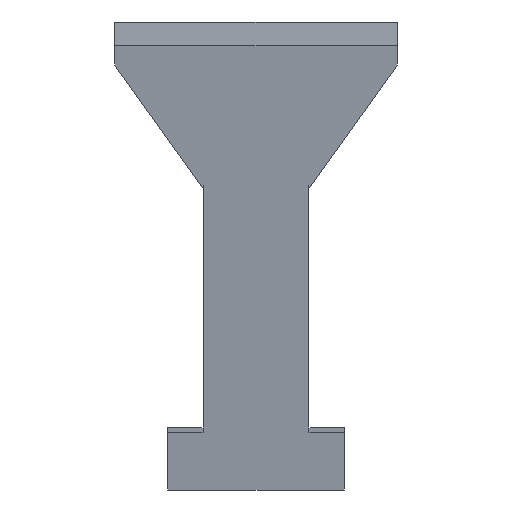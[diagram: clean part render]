
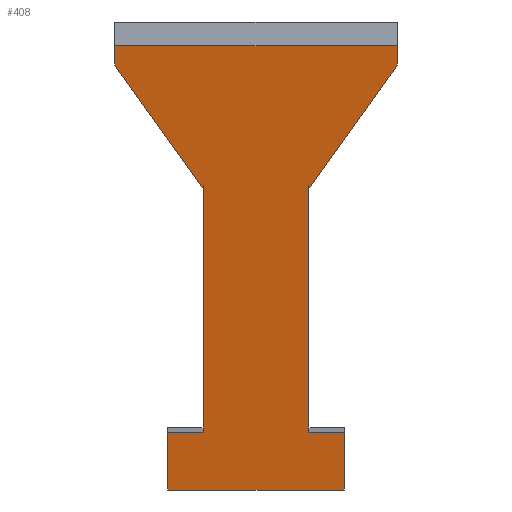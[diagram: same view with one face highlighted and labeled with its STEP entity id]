
A CAD part, front view. The second image highlights one B-rep face of the part: STEP entity #408.
In plain terms, the highlighted planar face has unit normal (0, -0.985, -0.174).
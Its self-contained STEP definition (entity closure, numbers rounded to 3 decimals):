
#27=FACE_OUTER_BOUND('',#51,.T.);
#51=EDGE_LOOP('',(#286,#287,#288,#289,#290,#291,#292,#293,#294,#295,#296,
#297));
#86=LINE('',#617,#136);
#91=LINE('',#631,#141);
#92=LINE('',#633,#142);
#93=LINE('',#635,#143);
#94=LINE('',#637,#144);
#95=LINE('',#639,#145);
#96=LINE('',#641,#146);
#97=LINE('',#643,#147);
#98=LINE('',#645,#148);
#99=LINE('',#647,#149);
#100=LINE('',#649,#150);
#101=LINE('',#650,#151);
#136=VECTOR('',#502,10.);
#141=VECTOR('',#513,10.);
#142=VECTOR('',#514,10.);
#143=VECTOR('',#515,10.);
#144=VECTOR('',#516,10.);
#145=VECTOR('',#517,10.);
#146=VECTOR('',#518,10.);
#147=VECTOR('',#519,10.);
#148=VECTOR('',#520,10.);
#149=VECTOR('',#521,10.);
#150=VECTOR('',#522,10.);
#151=VECTOR('',#523,10.);
#187=VERTEX_POINT('',#614);
#188=VERTEX_POINT('',#616);
#194=VERTEX_POINT('',#630);
#195=VERTEX_POINT('',#632);
#196=VERTEX_POINT('',#634);
#197=VERTEX_POINT('',#636);
#198=VERTEX_POINT('',#638);
#199=VERTEX_POINT('',#640);
#200=VERTEX_POINT('',#642);
#201=VERTEX_POINT('',#644);
#202=VERTEX_POINT('',#646);
#203=VERTEX_POINT('',#648);
#224=EDGE_CURVE('',#187,#188,#86,.T.);
#231=EDGE_CURVE('',#187,#194,#91,.T.);
#232=EDGE_CURVE('',#194,#195,#92,.T.);
#233=EDGE_CURVE('',#195,#196,#93,.T.);
#234=EDGE_CURVE('',#196,#197,#94,.T.);
#235=EDGE_CURVE('',#197,#198,#95,.T.);
#236=EDGE_CURVE('',#198,#199,#96,.T.);
#237=EDGE_CURVE('',#199,#200,#97,.T.);
#238=EDGE_CURVE('',#200,#201,#98,.T.);
#239=EDGE_CURVE('',#201,#202,#99,.T.);
#240=EDGE_CURVE('',#202,#203,#100,.T.);
#241=EDGE_CURVE('',#203,#188,#101,.T.);
#286=ORIENTED_EDGE('',*,*,#231,.T.);
#287=ORIENTED_EDGE('',*,*,#232,.T.);
#288=ORIENTED_EDGE('',*,*,#233,.T.);
#289=ORIENTED_EDGE('',*,*,#234,.T.);
#290=ORIENTED_EDGE('',*,*,#235,.T.);
#291=ORIENTED_EDGE('',*,*,#236,.T.);
#292=ORIENTED_EDGE('',*,*,#237,.T.);
#293=ORIENTED_EDGE('',*,*,#238,.T.);
#294=ORIENTED_EDGE('',*,*,#239,.T.);
#295=ORIENTED_EDGE('',*,*,#240,.T.);
#296=ORIENTED_EDGE('',*,*,#241,.T.);
#297=ORIENTED_EDGE('',*,*,#224,.F.);
#369=PLANE('',#455);
#408=ADVANCED_FACE('',(#27),#369,.F.);
#455=AXIS2_PLACEMENT_3D('',#629,#511,#512);
#502=DIRECTION('',(1.,0.,0.));
#511=DIRECTION('center_axis',(0.,0.985,0.174));
#512=DIRECTION('ref_axis',(1.,0.,0.));
#513=DIRECTION('',(0.,0.174,-0.985));
#514=DIRECTION('',(0.576,0.142,-0.805));
#515=DIRECTION('',(0.,0.174,-0.985));
#516=DIRECTION('',(-1.,0.,0.));
#517=DIRECTION('',(0.,0.174,-0.985));
#518=DIRECTION('',(1.,0.,0.));
#519=DIRECTION('',(0.,-0.174,0.985));
#520=DIRECTION('',(-1.,0.,0.));
#521=DIRECTION('',(0.,-0.174,0.985));
#522=DIRECTION('',(0.576,-0.142,0.805));
#523=DIRECTION('',(0.,-0.174,0.985));
#614=CARTESIAN_POINT('',(0.,418.322,0.));
#616=CARTESIAN_POINT('',(24.,418.322,0.));
#617=CARTESIAN_POINT('',(12.,418.322,0.));
#629=CARTESIAN_POINT('Origin',(12.,421.446,-17.716));
#630=CARTESIAN_POINT('',(0.,418.613,-1.653));
#631=CARTESIAN_POINT('',(0.,420.029,-9.684));
#632=CARTESIAN_POINT('',(7.5,420.461,-12.135));
#633=CARTESIAN_POINT('',(9.581,420.974,-15.043));
#634=CARTESIAN_POINT('',(7.5,424.108,-32.816));
#635=CARTESIAN_POINT('',(7.5,422.777,-25.266));
#636=CARTESIAN_POINT('',(4.5,424.108,-32.816));
#637=CARTESIAN_POINT('',(8.25,424.108,-32.816));
#638=CARTESIAN_POINT('',(4.5,424.976,-37.74));
#639=CARTESIAN_POINT('',(4.5,423.211,-27.728));
#640=CARTESIAN_POINT('',(19.5,424.976,-37.74));
#641=CARTESIAN_POINT('',(0.,424.976,-37.74));
#642=CARTESIAN_POINT('',(19.5,424.108,-32.816));
#643=CARTESIAN_POINT('',(19.5,422.777,-25.266));
#644=CARTESIAN_POINT('',(16.5,424.108,-32.816));
#645=CARTESIAN_POINT('',(14.25,424.108,-32.816));
#646=CARTESIAN_POINT('',(16.5,420.461,-12.135));
#647=CARTESIAN_POINT('',(16.5,420.954,-14.925));
#648=CARTESIAN_POINT('',(24.,418.613,-1.653));
#649=CARTESIAN_POINT('',(18.169,420.05,-9.802));
#650=CARTESIAN_POINT('',(24.,420.029,-9.684));
